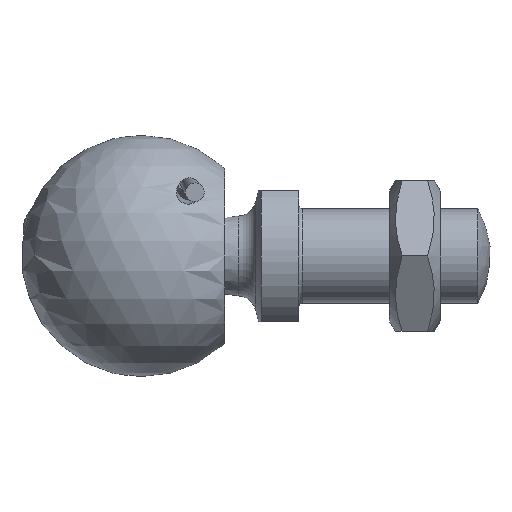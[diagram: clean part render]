
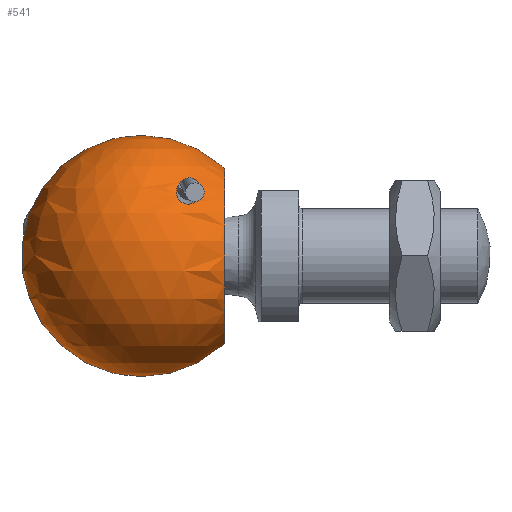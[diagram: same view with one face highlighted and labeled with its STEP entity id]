
A CAD part, left-side view. The second image highlights one B-rep face of the part: STEP entity #541.
In plain terms, the highlighted spherical face has radius 6.4 mm.
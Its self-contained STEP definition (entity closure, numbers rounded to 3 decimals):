
#208=CARTESIAN_POINT('',(4.65,-2.5,3.617));
#209=VERTEX_POINT('',#208);
#210=CARTESIAN_POINT('',(4.65,-2.5,3.617));
#211=CARTESIAN_POINT('',(4.607,-2.587,3.613));
#212=CARTESIAN_POINT('',(4.547,-2.673,3.626));
#213=CARTESIAN_POINT('',(4.413,-2.824,3.677));
#214=CARTESIAN_POINT('',(4.337,-2.89,3.715));
#215=CARTESIAN_POINT('',(4.176,-3.005,3.808));
#216=CARTESIAN_POINT('',(4.075,-3.059,3.875));
#217=CARTESIAN_POINT('',(3.872,-3.132,4.023));
#218=CARTESIAN_POINT('',(3.769,-3.15,4.104));
#219=CARTESIAN_POINT('',(3.6,-3.15,4.253));
#220=CARTESIAN_POINT('',(3.519,-3.136,4.331));
#221=CARTESIAN_POINT('',(3.416,-3.087,4.446));
#222=CARTESIAN_POINT('',(3.385,-3.065,4.485));
#223=CARTESIAN_POINT('',(3.333,-3.012,4.559));
#224=CARTESIAN_POINT('',(3.312,-2.981,4.595));
#225=CARTESIAN_POINT('',(3.288,-2.917,4.652));
#226=CARTESIAN_POINT('',(3.281,-2.885,4.677));
#227=CARTESIAN_POINT('',(3.278,-2.818,4.72));
#228=CARTESIAN_POINT('',(3.281,-2.782,4.739));
#229=CARTESIAN_POINT('',(3.305,-2.668,4.788));
#230=CARTESIAN_POINT('',(3.35,-2.574,4.808));
#231=CARTESIAN_POINT('',(3.457,-2.41,4.818));
#232=CARTESIAN_POINT('',(3.534,-2.323,4.805));
#233=CARTESIAN_POINT('',(3.698,-2.168,4.754));
#234=CARTESIAN_POINT('',(3.787,-2.1,4.714));
#235=CARTESIAN_POINT('',(3.957,-1.99,4.621));
#236=CARTESIAN_POINT('',(4.053,-1.939,4.559));
#237=CARTESIAN_POINT('',(4.242,-1.869,4.414));
#238=CARTESIAN_POINT('',(4.334,-1.85,4.332));
#239=CARTESIAN_POINT('',(4.481,-1.85,4.18));
#240=CARTESIAN_POINT('',(4.548,-1.864,4.1));
#241=CARTESIAN_POINT('',(4.657,-1.93,3.944));
#242=CARTESIAN_POINT('',(4.699,-1.983,3.867));
#243=CARTESIAN_POINT('',(4.739,-2.11,3.749));
#244=CARTESIAN_POINT('',(4.743,-2.185,3.701));
#245=CARTESIAN_POINT('',(4.717,-2.343,3.637));
#246=CARTESIAN_POINT('',(4.688,-2.426,3.62));
#247=CARTESIAN_POINT('',(4.65,-2.5,3.617));
#248=B_SPLINE_CURVE_WITH_KNOTS('',3,(#210,#211,#212,#213,#214,#215,#216,#217,#218,#219,#220,#221,#222,#223,#224,#225,#226,#227,#228,#229,#230,#231,#232,#233,#234,#235,#236,#237,#238,#239,#240,#241,#242,#243,#244,#245,#246,#247),.UNSPECIFIED.,.T.,.U.,(4,2,2,2,2,2,2,2,2,2,2,2,2,2,2,2,2,2,4),(0.0,0.029,0.059,0.095,0.131,0.162,0.178,0.194,0.205,0.216,0.242,0.275,0.307,0.342,0.376,0.405,0.434,0.459,0.483),.UNSPECIFIED.);
#249=EDGE_CURVE('',#209,#209,#248,.T.);
#310=CARTESIAN_POINT('',(-5.208,-2.5,2.755));
#311=VERTEX_POINT('',#310);
#312=CARTESIAN_POINT('',(-5.208,-2.5,2.755));
#313=CARTESIAN_POINT('',(-5.245,-2.426,2.751));
#314=CARTESIAN_POINT('',(-5.277,-2.343,2.762));
#315=CARTESIAN_POINT('',(-5.314,-2.185,2.821));
#316=CARTESIAN_POINT('',(-5.318,-2.11,2.869));
#317=CARTESIAN_POINT('',(-5.299,-1.983,2.993));
#318=CARTESIAN_POINT('',(-5.271,-1.93,3.075));
#319=CARTESIAN_POINT('',(-5.191,-1.864,3.248));
#320=CARTESIAN_POINT('',(-5.138,-1.85,3.338));
#321=CARTESIAN_POINT('',(-5.021,-1.85,3.513));
#322=CARTESIAN_POINT('',(-4.944,-1.869,3.61));
#323=CARTESIAN_POINT('',(-4.784,-1.939,3.786));
#324=CARTESIAN_POINT('',(-4.699,-1.99,3.864));
#325=CARTESIAN_POINT('',(-4.548,-2.1,3.985));
#326=CARTESIAN_POINT('',(-4.468,-2.168,4.039));
#327=CARTESIAN_POINT('',(-4.314,-2.323,4.119));
#328=CARTESIAN_POINT('',(-4.241,-2.41,4.144));
#329=CARTESIAN_POINT('',(-4.134,-2.574,4.154));
#330=CARTESIAN_POINT('',(-4.086,-2.668,4.141));
#331=CARTESIAN_POINT('',(-4.054,-2.782,4.097));
#332=CARTESIAN_POINT('',(-4.047,-2.818,4.079));
#333=CARTESIAN_POINT('',(-4.043,-2.885,4.036));
#334=CARTESIAN_POINT('',(-4.046,-2.917,4.011));
#335=CARTESIAN_POINT('',(-4.059,-2.981,3.95));
#336=CARTESIAN_POINT('',(-4.074,-3.012,3.911));
#337=CARTESIAN_POINT('',(-4.112,-3.065,3.829));
#338=CARTESIAN_POINT('',(-4.136,-3.087,3.786));
#339=CARTESIAN_POINT('',(-4.217,-3.136,3.654));
#340=CARTESIAN_POINT('',(-4.284,-3.15,3.563));
#341=CARTESIAN_POINT('',(-4.425,-3.15,3.388));
#342=CARTESIAN_POINT('',(-4.511,-3.132,3.289));
#343=CARTESIAN_POINT('',(-4.686,-3.059,3.108));
#344=CARTESIAN_POINT('',(-4.774,-3.005,3.025));
#345=CARTESIAN_POINT('',(-4.917,-2.89,2.906));
#346=CARTESIAN_POINT('',(-4.984,-2.824,2.855));
#347=CARTESIAN_POINT('',(-5.108,-2.673,2.782));
#348=CARTESIAN_POINT('',(-5.164,-2.587,2.758));
#349=CARTESIAN_POINT('',(-5.208,-2.5,2.755));
#350=B_SPLINE_CURVE_WITH_KNOTS('',3,(#312,#313,#314,#315,#316,#317,#318,#319,#320,#321,#322,#323,#324,#325,#326,#327,#328,#329,#330,#331,#332,#333,#334,#335,#336,#337,#338,#339,#340,#341,#342,#343,#344,#345,#346,#347,#348,#349),.UNSPECIFIED.,.T.,.U.,(4,2,2,2,2,2,2,2,2,2,2,2,2,2,2,2,2,2,4),(0.0,0.025,0.05,0.078,0.107,0.142,0.176,0.209,0.241,0.268,0.279,0.29,0.305,0.321,0.352,0.389,0.425,0.454,0.483),.UNSPECIFIED.);
#351=EDGE_CURVE('',#311,#311,#350,.T.);
#501=CARTESIAN_POINT('',(0.,-4.4,4.648));
#502=VERTEX_POINT('',#501);
#503=CARTESIAN_POINT('',(0.0,-4.4,0.));
#504=DIRECTION('',(0.0,1.0,0.0));
#505=DIRECTION('',(0.0,0.0,-1.0));
#506=AXIS2_PLACEMENT_3D('',#503,#504,#505);
#507=CIRCLE('',#506,4.648);
#508=EDGE_CURVE('',#502,#502,#507,.T.);
#516=CARTESIAN_POINT('',(0.0,0.0,0.0));
#517=DIRECTION('',(0.0,0.0,1.0));
#518=DIRECTION('',(1.0,0.0,0.0));
#519=AXIS2_PLACEMENT_3D('',#516,#517,#518);
#520=SPHERICAL_SURFACE('',#519,6.4);
#521=ORIENTED_EDGE('',*,*,#249,.T.);
#522=EDGE_LOOP('',(#521));
#523=FACE_OUTER_BOUND('',#522,.T.);
#524=ORIENTED_EDGE('',*,*,#351,.T.);
#525=EDGE_LOOP('',(#524));
#526=FACE_BOUND('',#525,.T.);
#527=ORIENTED_EDGE('',*,*,#508,.T.);
#528=EDGE_LOOP('',(#527));
#529=FACE_BOUND('',#528,.T.);
#530=CARTESIAN_POINT('',(5.252,3.657,0.0));
#531=VERTEX_POINT('',#530);
#532=CARTESIAN_POINT('',(5.252,0.0,0.0));
#533=DIRECTION('',(1.0,0.0,0.0));
#534=DIRECTION('',(0.0,1.0,0.0));
#535=AXIS2_PLACEMENT_3D('',#532,#533,#534);
#536=CIRCLE('',#535,3.657);
#537=EDGE_CURVE('',#531,#531,#536,.T.);
#538=ORIENTED_EDGE('',*,*,#537,.F.);
#539=EDGE_LOOP('',(#538));
#540=FACE_BOUND('',#539,.T.);
#541=ADVANCED_FACE('',(#523,#526,#529,#540),#520,.T.);
